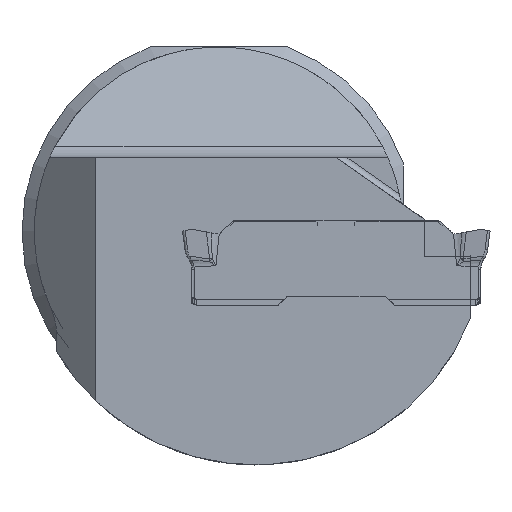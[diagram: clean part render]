
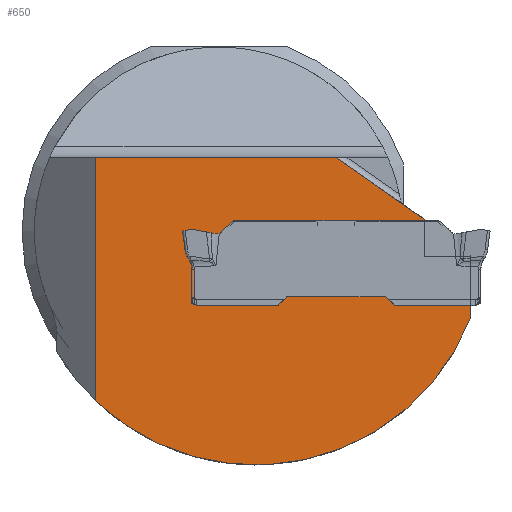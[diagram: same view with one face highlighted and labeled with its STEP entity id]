
A CAD part, front view. The second image highlights one B-rep face of the part: STEP entity #650.
In plain terms, the highlighted planar face has unit normal (0, -1, 0).
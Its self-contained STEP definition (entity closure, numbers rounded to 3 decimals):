
#290=PLANE('',#4788);
#350=FACE_OUTER_BOUND('',#1034,.T.);
#650=ADVANCED_FACE('',(#350),#290,.T.);
#1034=EDGE_LOOP('',(#2085,#2086,#2087,#2088,#2089,#2090,#2091));
#1636=LINE('',#5976,#1835);
#1644=LINE('',#6005,#1843);
#1646=LINE('',#6020,#1845);
#1647=LINE('',#6024,#1846);
#1648=LINE('',#6026,#1847);
#1649=LINE('',#6027,#1848);
#1835=VECTOR('',#5108,1.);
#1843=VECTOR('',#5124,1.);
#1845=VECTOR('',#5130,1.);
#1846=VECTOR('',#5133,1.);
#1847=VECTOR('',#5134,1.);
#1848=VECTOR('',#5135,1.);
#2085=ORIENTED_EDGE('',*,*,#3933,.T.);
#2086=ORIENTED_EDGE('',*,*,#3934,.T.);
#2087=ORIENTED_EDGE('',*,*,#3930,.T.);
#2088=ORIENTED_EDGE('',*,*,#3935,.T.);
#2089=ORIENTED_EDGE('',*,*,#3936,.F.);
#2090=ORIENTED_EDGE('',*,*,#3919,.T.);
#2091=ORIENTED_EDGE('',*,*,#3937,.T.);
#3494=VERTEX_POINT('',#5975);
#3495=VERTEX_POINT('',#5977);
#3503=VERTEX_POINT('',#6004);
#3504=VERTEX_POINT('',#6006);
#3505=VERTEX_POINT('',#6021);
#3506=VERTEX_POINT('',#6022);
#3507=VERTEX_POINT('',#6025);
#3919=EDGE_CURVE('',#3495,#3494,#1636,.T.);
#3930=EDGE_CURVE('',#3504,#3503,#1644,.T.);
#3933=EDGE_CURVE('',#3505,#3506,#1646,.T.);
#3934=EDGE_CURVE('',#3506,#3504,#4626,.T.);
#3935=EDGE_CURVE('',#3503,#3507,#1647,.T.);
#3936=EDGE_CURVE('',#3495,#3507,#1648,.T.);
#3937=EDGE_CURVE('',#3494,#3505,#1649,.T.);
#4626=CIRCLE('',#4787,18.785);
#4787=AXIS2_PLACEMENT_3D('',#6023,#5131,#5132);
#4788=AXIS2_PLACEMENT_3D('',#6028,#5136,#5137);
#5108=DIRECTION('',(-0.819,0.,0.574));
#5124=DIRECTION('',(0.,0.,1.));
#5130=DIRECTION('',(0.,0.,-1.));
#5131=DIRECTION('',(0.,-1.,0.));
#5132=DIRECTION('',(0.,0.,1.));
#5133=DIRECTION('',(-1.,0.,0.));
#5134=DIRECTION('',(0.,0.,-1.));
#5135=DIRECTION('',(-1.,0.,0.));
#5136=DIRECTION('',(0.,-1.,0.));
#5137=DIRECTION('',(0.,0.,-1.));
#5975=CARTESIAN_POINT('',(25.559,-250.7,22.));
#5976=CARTESIAN_POINT('',(18.745,-250.7,26.771));
#5977=CARTESIAN_POINT('',(32.7,-250.7,17.));
#6004=CARTESIAN_POINT('',(36.5,-250.7,13.969));
#6005=CARTESIAN_POINT('',(36.5,-250.7,9.));
#6006=CARTESIAN_POINT('',(36.5,-250.7,9.));
#6020=CARTESIAN_POINT('',(6.,-250.7,50.));
#6021=CARTESIAN_POINT('',(6.,-250.7,22.));
#6022=CARTESIAN_POINT('',(6.,-250.7,2.209));
#6023=CARTESIAN_POINT('',(18.983,-250.7,15.785));
#6024=CARTESIAN_POINT('',(50.,-250.7,13.969));
#6025=CARTESIAN_POINT('',(32.7,-250.7,13.969));
#6026=CARTESIAN_POINT('',(32.7,-250.7,14.05));
#6027=CARTESIAN_POINT('',(46.85,-250.7,22.));
#6028=CARTESIAN_POINT('',(0.,-250.7,0.));
